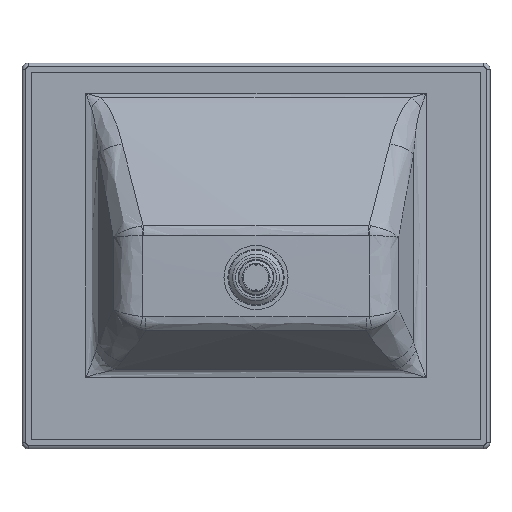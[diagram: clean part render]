
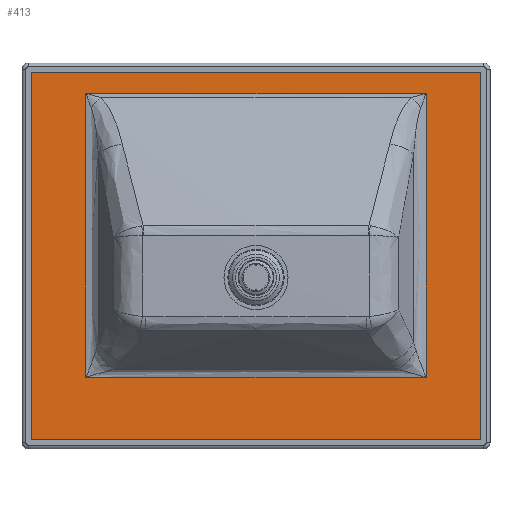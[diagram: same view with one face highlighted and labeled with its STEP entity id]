
A CAD part, front view. The second image highlights one B-rep face of the part: STEP entity #413.
In plain terms, the highlighted planar face has unit normal (0, -1, 0).
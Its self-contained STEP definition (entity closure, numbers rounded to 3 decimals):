
#272=CARTESIAN_POINT('',(291.5,93.0,269.5));
#273=VERTEX_POINT('',#272);
#274=CARTESIAN_POINT('',(-291.5,93.0,269.5));
#275=VERTEX_POINT('',#274);
#276=CARTESIAN_POINT('',(-291.5,93.0,269.5));
#277=DIRECTION('',(-1.0,0.0,0.0));
#278=VECTOR('',#277,1.0);
#279=LINE('',#276,#278);
#280=EDGE_CURVE('n� 4149',#273,#275,#279,.T.);
#281=ORIENTED_EDGE('',*,*,#280,.T.);
#282=CARTESIAN_POINT('',(-294.5,93.0,266.5));
#283=VERTEX_POINT('',#282);
#284=CARTESIAN_POINT('',(-291.5,93.0,266.5));
#285=DIRECTION('',(-0.0,-1.0,-0.0));
#286=DIRECTION('',(0.0,-0.0,1.0));
#287=AXIS2_PLACEMENT_3D('',#284,#285,#286);
#288=CIRCLE('',#287,3.0);
#289=EDGE_CURVE('n� 4176',#275,#283,#288,.T.);
#290=ORIENTED_EDGE('',*,*,#289,.T.);
#291=CARTESIAN_POINT('',(-294.5,93.0,-211.5));
#292=VERTEX_POINT('',#291);
#293=CARTESIAN_POINT('',(-294.5,93.0,-211.5));
#294=DIRECTION('',(0.0,0.0,-1.0));
#295=VECTOR('',#294,1.0);
#296=LINE('',#293,#295);
#297=EDGE_CURVE('n� 4173',#283,#292,#296,.T.);
#298=ORIENTED_EDGE('',*,*,#297,.T.);
#299=CARTESIAN_POINT('',(-291.5,93.0,-214.5));
#300=VERTEX_POINT('',#299);
#301=CARTESIAN_POINT('',(-291.5,93.0,-211.5));
#302=DIRECTION('',(-0.0,-1.0,-0.0));
#303=DIRECTION('',(0.0,-0.0,1.0));
#304=AXIS2_PLACEMENT_3D('',#301,#302,#303);
#305=CIRCLE('',#304,3.0);
#306=EDGE_CURVE('n� 4169',#292,#300,#305,.T.);
#307=ORIENTED_EDGE('',*,*,#306,.T.);
#308=CARTESIAN_POINT('',(291.5,93.0,-214.5));
#309=VERTEX_POINT('',#308);
#310=CARTESIAN_POINT('',(291.5,93.0,-214.5));
#311=DIRECTION('',(1.0,0.0,0.0));
#312=VECTOR('',#311,1.0);
#313=LINE('',#310,#312);
#314=EDGE_CURVE('n� 4165',#300,#309,#313,.T.);
#315=ORIENTED_EDGE('',*,*,#314,.T.);
#316=CARTESIAN_POINT('',(294.5,93.0,-211.5));
#317=VERTEX_POINT('',#316);
#318=CARTESIAN_POINT('',(291.5,93.0,-211.5));
#319=DIRECTION('',(-0.0,-1.0,-0.0));
#320=DIRECTION('',(0.0,-0.0,1.0));
#321=AXIS2_PLACEMENT_3D('',#318,#319,#320);
#322=CIRCLE('',#321,3.0);
#323=EDGE_CURVE('n� 4161',#309,#317,#322,.T.);
#324=ORIENTED_EDGE('',*,*,#323,.T.);
#325=CARTESIAN_POINT('',(294.5,93.0,266.5));
#326=VERTEX_POINT('',#325);
#327=CARTESIAN_POINT('',(294.5,93.0,266.5));
#328=DIRECTION('',(-0.0,0.0,1.0));
#329=VECTOR('',#328,1.0);
#330=LINE('',#327,#329);
#331=EDGE_CURVE('n� 4157',#317,#326,#330,.T.);
#332=ORIENTED_EDGE('',*,*,#331,.T.);
#333=CARTESIAN_POINT('',(291.5,93.0,266.5));
#334=DIRECTION('',(-0.0,-1.0,-0.0));
#335=DIRECTION('',(0.0,-0.0,1.0));
#336=AXIS2_PLACEMENT_3D('',#333,#334,#335);
#337=CIRCLE('',#336,3.0);
#338=EDGE_CURVE('n� 4153',#326,#273,#337,.T.);
#339=ORIENTED_EDGE('',*,*,#338,.T.);
#340=EDGE_LOOP('',(#281,#290,#298,#307,#315,#324,#332,#339));
#341=FACE_OUTER_BOUND('',#340,.T.);
#342=CARTESIAN_POINT('',(-217.741,93.0,-127.658));
#343=VERTEX_POINT('',#342);
#344=CARTESIAN_POINT('',(217.741,93.0,-127.658));
#345=VERTEX_POINT('',#344);
#346=CARTESIAN_POINT('',(-217.741,93.0,-127.658));
#347=CARTESIAN_POINT('',(-210.91,93.0,-127.668));
#348=CARTESIAN_POINT('',(-204.079,93.0,-127.678));
#349=CARTESIAN_POINT('',(-163.688,93.0,-127.733));
#350=CARTESIAN_POINT('',(-130.128,93.0,-127.773));
#351=CARTESIAN_POINT('',(-63.009,93.0,-127.84));
#352=CARTESIAN_POINT('',(-29.449,93.0,-127.867));
#353=CARTESIAN_POINT('',(37.671,93.0,-127.863));
#354=CARTESIAN_POINT('',(71.231,93.0,-127.833));
#355=CARTESIAN_POINT('',(138.35,93.0,-127.763));
#356=CARTESIAN_POINT('',(171.91,93.0,-127.724));
#357=CARTESIAN_POINT('',(209.56,93.0,-127.67));
#358=CARTESIAN_POINT('',(213.651,93.0,-127.664));
#359=CARTESIAN_POINT('',(217.741,93.0,-127.658));
#360=B_SPLINE_CURVE_WITH_KNOTS('',3,(#346,#347,#348,#349,#350,#351,#352,#353,#354,#355,
    #356,#357,#358,#359),.UNSPECIFIED.,.F.,.U.,
 (4,2,2,2,2,2,4),(0.0,0.047,0.278,0.509,0.741,0.972,1.0),.UNSPECIFIED.);
#361=EDGE_CURVE('n� 994',#343,#345,#360,.T.);
#362=ORIENTED_EDGE('',*,*,#361,.F.);
#363=CARTESIAN_POINT('',(-217.741,93.0,235.465));
#364=VERTEX_POINT('',#363);
#365=CARTESIAN_POINT('',(-217.741,93.0,235.465));
#366=CARTESIAN_POINT('',(-217.741,93.0,207.152));
#367=CARTESIAN_POINT('',(-217.741,93.0,178.839));
#368=CARTESIAN_POINT('',(-217.741,93.0,118.318));
#369=CARTESIAN_POINT('',(-217.741,93.0,86.109));
#370=CARTESIAN_POINT('',(-217.741,93.0,21.692));
#371=CARTESIAN_POINT('',(-217.741,93.0,-10.517));
#372=CARTESIAN_POINT('',(-217.741,93.0,-71.037));
#373=CARTESIAN_POINT('',(-217.741,93.0,-99.347));
#374=CARTESIAN_POINT('',(-217.741,93.0,-127.658));
#375=B_SPLINE_CURVE_WITH_KNOTS('',3,(#365,#366,#367,#368,#369,#370,#371,#372,#373,#374),.UNSPECIFIED.,.F.,.U.,
 (4,2,2,2,4),(0.0,0.234,0.5,0.766,1.0),.UNSPECIFIED.);
#376=EDGE_CURVE('n� 997',#364,#343,#375,.T.);
#377=ORIENTED_EDGE('',*,*,#376,.F.);
#378=CARTESIAN_POINT('',(217.741,93.0,235.465));
#379=VERTEX_POINT('',#378);
#380=CARTESIAN_POINT('',(217.741,93.0,235.465));
#381=CARTESIAN_POINT('',(209.633,93.0,235.473));
#382=CARTESIAN_POINT('',(201.525,93.0,235.481));
#383=CARTESIAN_POINT('',(128.945,93.0,235.551));
#384=CARTESIAN_POINT('',(64.472,93.0,235.598));
#385=CARTESIAN_POINT('',(-64.472,93.0,235.598));
#386=CARTESIAN_POINT('',(-128.945,93.0,235.551));
#387=CARTESIAN_POINT('',(-201.525,93.0,235.481));
#388=CARTESIAN_POINT('',(-209.633,93.0,235.473));
#389=CARTESIAN_POINT('',(-217.741,93.0,235.465));
#390=B_SPLINE_CURVE_WITH_KNOTS('',3,(#380,#381,#382,#383,#384,#385,#386,#387,#388,#389),.UNSPECIFIED.,.F.,.U.,
 (4,2,2,2,4),(0.0,0.056,0.5,0.944,1.0),.UNSPECIFIED.);
#391=EDGE_CURVE('n� 996',#379,#364,#390,.T.);
#392=ORIENTED_EDGE('',*,*,#391,.F.);
#393=CARTESIAN_POINT('',(217.741,93.0,-127.658));
#394=CARTESIAN_POINT('',(217.741,93.0,-99.347));
#395=CARTESIAN_POINT('',(217.741,93.0,-71.035));
#396=CARTESIAN_POINT('',(217.741,93.0,-10.515));
#397=CARTESIAN_POINT('',(217.741,93.0,21.693));
#398=CARTESIAN_POINT('',(217.741,93.0,86.108));
#399=CARTESIAN_POINT('',(217.741,93.0,118.316));
#400=CARTESIAN_POINT('',(217.741,93.0,178.837));
#401=CARTESIAN_POINT('',(217.741,93.0,207.151));
#402=CARTESIAN_POINT('',(217.741,93.0,235.465));
#403=B_SPLINE_CURVE_WITH_KNOTS('',3,(#393,#394,#395,#396,#397,#398,#399,#400,#401,#402),.UNSPECIFIED.,.F.,.U.,
 (4,2,2,2,4),(0.0,0.234,0.5,0.766,1.0),.UNSPECIFIED.);
#404=EDGE_CURVE('n� 995',#345,#379,#403,.T.);
#405=ORIENTED_EDGE('',*,*,#404,.F.);
#406=EDGE_LOOP('',(#362,#377,#392,#405));
#407=FACE_BOUND('',#406,.T.);
#408=CARTESIAN_POINT('',(299.5,93.0,-219.5));
#409=DIRECTION('',(0.0,1.0,0.0));
#410=DIRECTION('',(0.0,-0.0,1.0));
#411=AXIS2_PLACEMENT_3D('',#408,#409,#410);
#412=PLANE('',#411);
#413=ADVANCED_FACE('n� 2267',(#341,#407),#412,.F.);
